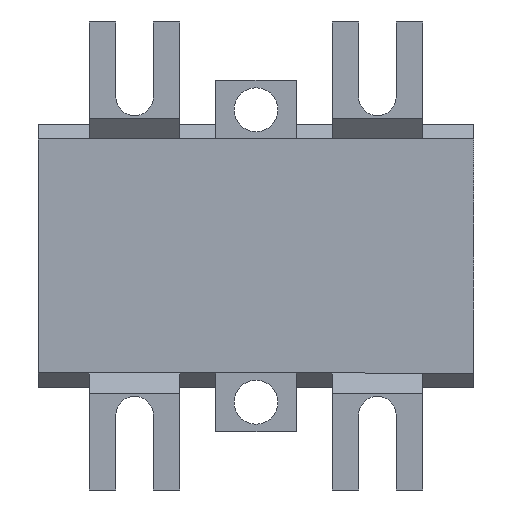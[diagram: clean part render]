
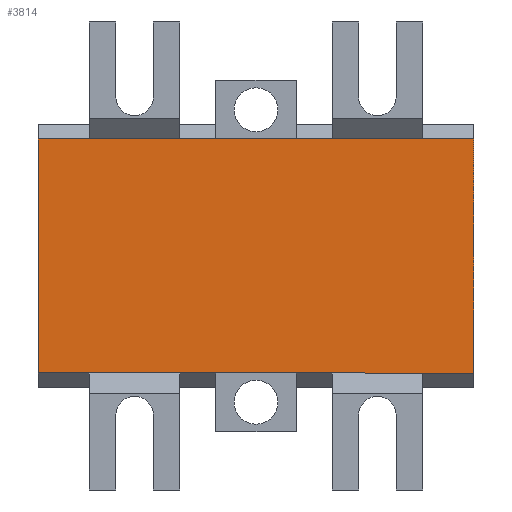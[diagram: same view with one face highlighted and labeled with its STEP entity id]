
A CAD part, front view. The second image highlights one B-rep face of the part: STEP entity #3814.
In plain terms, the highlighted planar face has unit normal (0, -1, 0).
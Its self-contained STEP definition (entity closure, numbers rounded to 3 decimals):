
#242=FACE_OUTER_BOUND('',#456,.T.);
#456=EDGE_LOOP('',(#3400,#3401,#3402,#3403));
#700=LINE('',#5471,#1216);
#880=LINE('',#5843,#1396);
#964=LINE('',#6009,#1480);
#974=LINE('',#6030,#1490);
#1216=VECTOR('',#4467,10.);
#1396=VECTOR('',#4761,10.);
#1480=VECTOR('',#4909,10.);
#1490=VECTOR('',#4941,10.);
#1665=VERTEX_POINT('',#5468);
#1666=VERTEX_POINT('',#5470);
#1800=VERTEX_POINT('',#5840);
#1801=VERTEX_POINT('',#5842);
#2096=EDGE_CURVE('',#1665,#1666,#700,.T.);
#2280=EDGE_CURVE('',#1800,#1801,#880,.T.);
#2364=EDGE_CURVE('',#1800,#1666,#964,.T.);
#2374=EDGE_CURVE('',#1801,#1665,#974,.T.);
#3400=ORIENTED_EDGE('',*,*,#2374,.F.);
#3401=ORIENTED_EDGE('',*,*,#2280,.F.);
#3402=ORIENTED_EDGE('',*,*,#2364,.T.);
#3403=ORIENTED_EDGE('',*,*,#2096,.F.);
#3621=PLANE('',#4025);
#3814=ADVANCED_FACE('',(#242),#3621,.T.);
#4025=AXIS2_PLACEMENT_3D('',#6029,#4939,#4940);
#4467=DIRECTION('',(1.,0.,0.));
#4761=DIRECTION('',(-1.,0.,0.));
#4909=DIRECTION('',(0.,0.,1.));
#4939=DIRECTION('center_axis',(0.,-1.,0.));
#4940=DIRECTION('ref_axis',(-1.,0.,0.));
#4941=DIRECTION('',(0.,0.,1.));
#5468=CARTESIAN_POINT('',(-37.25,0.,40.));
#5470=CARTESIAN_POINT('',(37.25,0.,40.));
#5471=CARTESIAN_POINT('',(37.25,0.,40.));
#5840=CARTESIAN_POINT('',(37.25,0.,0.));
#5842=CARTESIAN_POINT('',(-37.25,0.,0.));
#5843=CARTESIAN_POINT('',(37.25,0.,0.));
#6009=CARTESIAN_POINT('',(37.25,0.,20.));
#6029=CARTESIAN_POINT('Origin',(0.,0.,20.));
#6030=CARTESIAN_POINT('',(-37.25,0.,20.));
